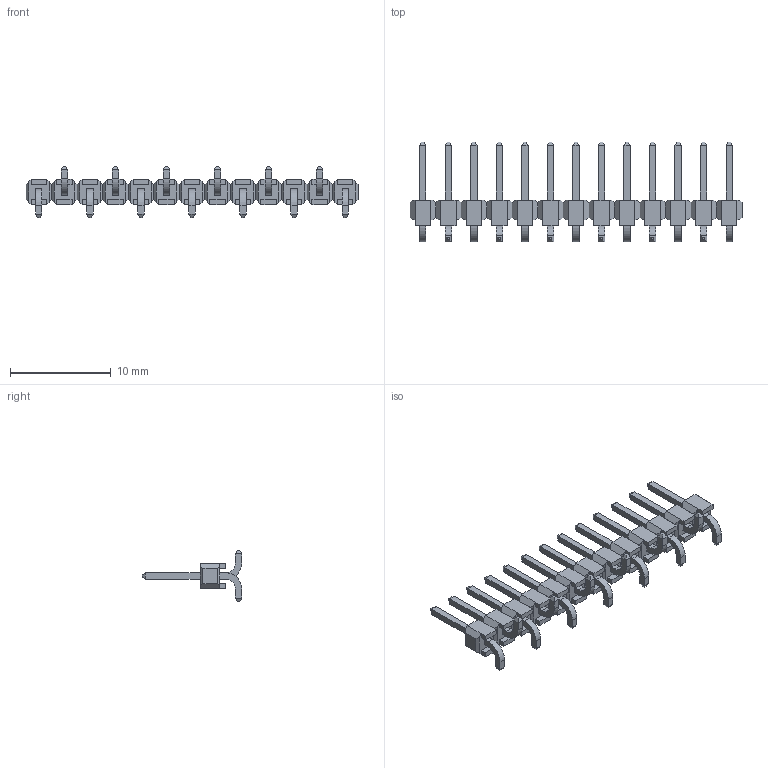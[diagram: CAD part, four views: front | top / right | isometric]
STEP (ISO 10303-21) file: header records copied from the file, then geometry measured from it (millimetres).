
FILE_DESCRIPTION((''),'2;1');
FILE_NAME('M20-87710XX_ASM','2012-12-20T',('wbourne'),(''),'PRO/ENGINEER BY PARAMETRIC TECHNOLOGY CORPORATION, 2011490','PRO/ENGINEER BY PARAMETRIC TECHNOLOGY CORPORATION, 2011490','');
FILE_SCHEMA(('CONFIG_CONTROL_DESIGN','SHAPE_APPEARANCE_LAYERS_GROUPS'));
Length unit declared in the file: millimetre
Products named in the file (3): M20-87710XX-MOULD; M20-877-PIN; M20-87710XX_ASM
Assembly tree (14 placements, depth 2):
  M20-87710XX_ASM
    M20-87710XX-MOULD
    M20-877-PIN  x13
Bounding box: 33.02 x 9.93 x 5.08 mm (x, y, z)
Volume: 209.7 mm3; surface area: 812 mm2
Topology: 14 solids, 14 shells, 548 faces, 1356 edges, 836 vertices
Faces by surface type: plane 522, cylinder 26
Entity records: 12790 total; most frequent: CARTESIAN_POINT 1773, ORIENTED_EDGE 1752, DIRECTION 1578, PRESENTATION_STYLE_ASSIGNMENT 878, STYLED_ITEM 878, CURVE_STYLE 876, EDGE_CURVE 876, VECTOR 872
